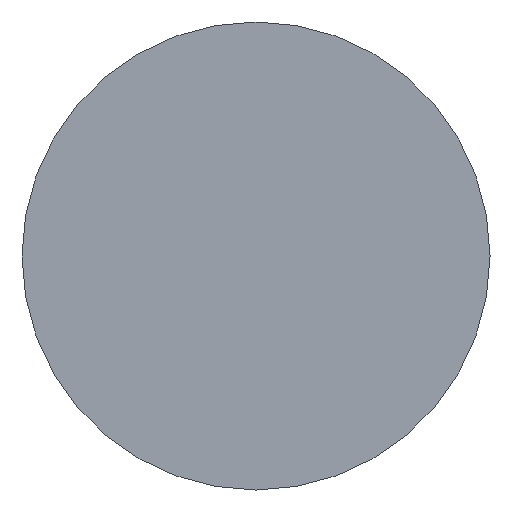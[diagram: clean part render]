
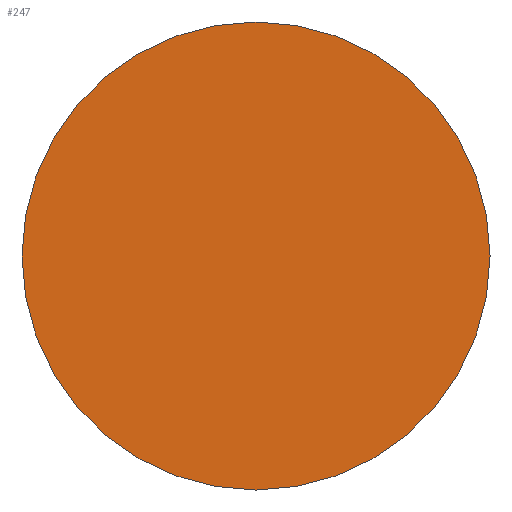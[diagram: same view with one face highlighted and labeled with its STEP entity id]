
A CAD part, front view. The second image highlights one B-rep face of the part: STEP entity #247.
In plain terms, the highlighted planar face has unit normal (0, -1, 0).
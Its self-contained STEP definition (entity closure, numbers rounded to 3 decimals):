
#121=EDGE_CURVE('',#257,#145,#297,.T.);
#145=VERTEX_POINT('',#324);
#247=ADVANCED_FACE('',(#441),#442,.T.);
#257=VERTEX_POINT('',#454);
#259=EDGE_CURVE('',#145,#257,#456,.T.);
#297=CIRCLE('',#491,20.0);
#324=CARTESIAN_POINT('',(20.0,-30.0,0.));
#441=FACE_OUTER_BOUND('',#675,.T.);
#442=PLANE('',#676);
#454=CARTESIAN_POINT('',(-20.0,-30.0,0.));
#456=CIRCLE('',#691,20.0);
#491=AXIS2_PLACEMENT_3D('',#710,#711,#712);
#675=EDGE_LOOP('',(#893,#894));
#676=AXIS2_PLACEMENT_3D('',#895,#896,#897);
#691=AXIS2_PLACEMENT_3D('',#914,#915,#916);
#710=CARTESIAN_POINT('',(0.0,-30.0,0.));
#711=DIRECTION('',(0.0,-1.0,0.));
#712=DIRECTION('',(1.0,0.0,0.0));
#893=ORIENTED_EDGE('',*,*,#259,.T.);
#894=ORIENTED_EDGE('',*,*,#121,.T.);
#895=CARTESIAN_POINT('',(0.0,-30.0,0.));
#896=DIRECTION('',(0.0,-1.0,0.));
#897=DIRECTION('',(1.0,0.0,0.0));
#914=CARTESIAN_POINT('',(0.0,-30.0,0.));
#915=DIRECTION('',(0.0,-1.0,0.));
#916=DIRECTION('',(1.0,0.0,0.0));
